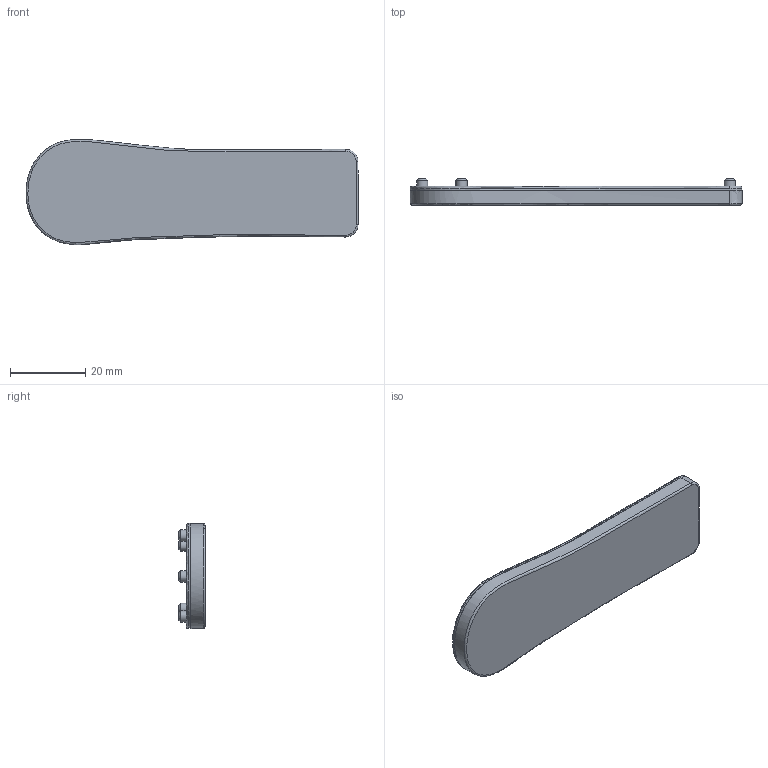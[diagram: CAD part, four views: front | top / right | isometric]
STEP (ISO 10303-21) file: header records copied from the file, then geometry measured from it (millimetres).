
FILE_DESCRIPTION(/* description */ (''),/* implementation_level */ '2;1');
FILE_NAME(/* name */ 'knife holder v2.step',/* time_stamp */ '2023-10-20T01:32:23+11:00',/* author */ (''),/* organization */ (''),/* preprocessor_version */ 'ST-DEVELOPER v20',/* originating_system */ 'Autodesk Translation Framework v12.14.0.127',/* authorisation */ '');
FILE_SCHEMA (('AUTOMOTIVE_DESIGN { 1 0 10303 214 3 1 1 }'));
Length unit declared in the file: millimetre
Products named in the file (1): knife holder
Bounding box: 88.48 x 7 x 28.05 mm (x, y, z)
Volume: 8655.7 mm3; surface area: 10912.5 mm2
Topology: 2 solids, 2 shells, 268 faces, 535 edges, 276 vertices
Faces by surface type: bspline 128, cylinder 124, plane 11, cone 5
Full cylindrical faces by diameter (mm): 3 x5
Entity records: 31510 total; most frequent: CARTESIAN_POINT 27436, ORIENTED_EDGE 1070, EDGE_CURVE 535, DIRECTION 465, VERTEX_POINT 276, EDGE_LOOP 273, FACE_OUTER_BOUND 268, ADVANCED_FACE 268
